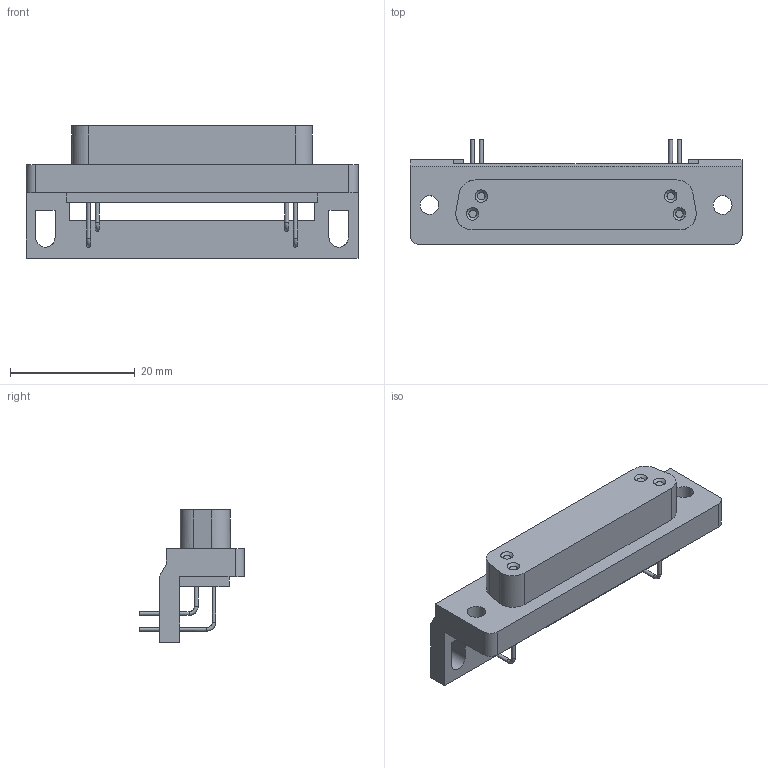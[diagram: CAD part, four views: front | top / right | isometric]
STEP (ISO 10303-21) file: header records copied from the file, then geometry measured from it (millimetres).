
FILE_DESCRIPTION((''),'2;1');
FILE_NAME('0966_Dsub-S_female_angled_25-pins_2_54.stp', '2005-08-22T14:23:40',('User'),('SDRC'),'I-DEAS Master Series 9','UNIX', 'Yes');
FILE_SCHEMA(('AUTOMOTIVE_DESIGN { 1 0 10303 214 1 1 1 1 }'));
Length unit declared in the file: millimetre
Products named in the file (1): 09 66 312 x60x
Bounding box: 53.2 x 16.8 x 21.2 mm (x, y, z)
Volume: 6257.1 mm3; surface area: 3897.2 mm2
Topology: 1 solids, 1 shells, 73 faces, 186 edges, 122 vertices
Faces by surface type: bspline 73
Entity records: 2507 total; most frequent: CARTESIAN_POINT 1279, ORIENTED_EDGE 372, EDGE_CURVE 186, VERTEX_POINT 122, EDGE_LOOP 98, FACE_OUTER_BOUND 73, ADVANCED_FACE 73, B_SPLINE_CURVE_WITH_KNOTS 67
